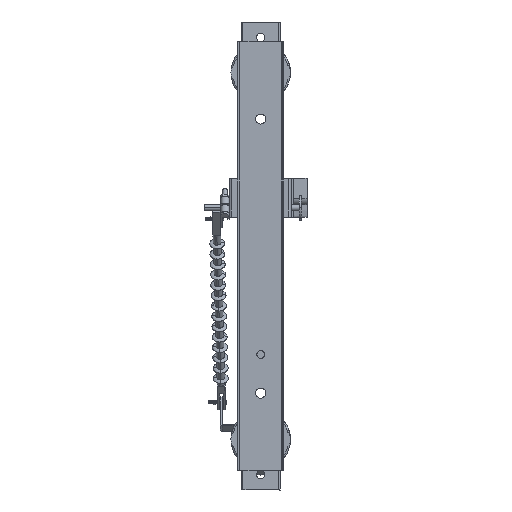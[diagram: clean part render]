
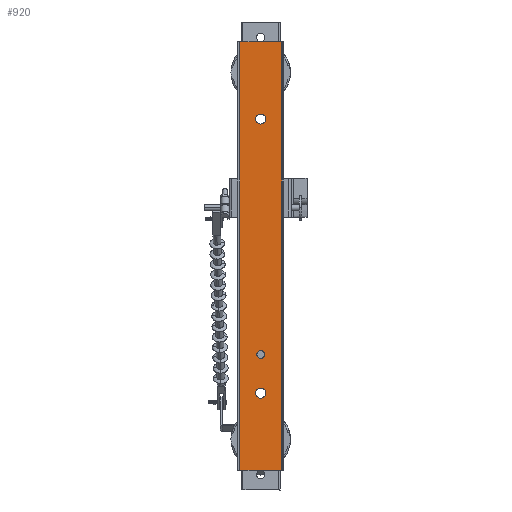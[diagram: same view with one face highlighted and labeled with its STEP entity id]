
A CAD part, front view. The second image highlights one B-rep face of the part: STEP entity #920.
In plain terms, the highlighted face is planar.
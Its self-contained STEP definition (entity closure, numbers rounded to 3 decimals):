
#529=DIRECTION('',(-1.,0.,0.));
#530=VECTOR('',#529,555.);
#531=CARTESIAN_POINT('',(555.,3.,18.));
#532=LINE('',#531,#530);
#537=DIRECTION('',(0.,-1.,0.));
#538=VECTOR('',#537,54.);
#539=CARTESIAN_POINT('',(0.,57.,18.));
#540=LINE('',#539,#538);
#541=DIRECTION('',(0.,1.,0.));
#542=VECTOR('',#541,54.);
#543=CARTESIAN_POINT('',(555.,3.,18.));
#544=LINE('',#543,#542);
#545=CARTESIAN_POINT('',(455.,30.,18.));
#546=DIRECTION('',(0.,0.,-1.));
#547=DIRECTION('',(1.,0.,0.));
#548=AXIS2_PLACEMENT_3D('',#545,#546,#547);
#550=CARTESIAN_POINT('',(455.,30.,18.));
#551=DIRECTION('',(0.,0.,-1.));
#552=DIRECTION('',(-1.,0.,0.));
#553=AXIS2_PLACEMENT_3D('',#550,#551,#552);
#555=CARTESIAN_POINT('',(100.,30.,18.));
#556=DIRECTION('',(0.,0.,-1.));
#557=DIRECTION('',(1.,0.,0.));
#558=AXIS2_PLACEMENT_3D('',#555,#556,#557);
#560=CARTESIAN_POINT('',(100.,30.,18.));
#561=DIRECTION('',(0.,0.,-1.));
#562=DIRECTION('',(-1.,0.,0.));
#563=AXIS2_PLACEMENT_3D('',#560,#561,#562);
#565=CARTESIAN_POINT('',(150.,30.,18.));
#566=DIRECTION('',(0.,0.,-1.));
#567=DIRECTION('',(1.,0.,0.));
#568=AXIS2_PLACEMENT_3D('',#565,#566,#567);
#570=CARTESIAN_POINT('',(150.,30.,18.));
#571=DIRECTION('',(0.,0.,-1.));
#572=DIRECTION('',(-1.,0.,0.));
#573=AXIS2_PLACEMENT_3D('',#570,#571,#572);
#579=DIRECTION('',(1.,0.,0.));
#580=VECTOR('',#579,555.);
#581=CARTESIAN_POINT('',(0.,57.,18.));
#582=LINE('',#581,#580);
#725=CARTESIAN_POINT('',(0.,3.,18.));
#726=VERTEX_POINT('',#725);
#727=CARTESIAN_POINT('',(0.,57.,18.));
#728=VERTEX_POINT('',#727);
#745=CARTESIAN_POINT('',(555.,3.,18.));
#746=VERTEX_POINT('',#745);
#747=CARTESIAN_POINT('',(555.,57.,18.));
#748=VERTEX_POINT('',#747);
#749=CARTESIAN_POINT('',(461.5,30.,18.));
#750=CARTESIAN_POINT('',(448.5,30.,18.));
#751=VERTEX_POINT('',#749);
#752=VERTEX_POINT('',#750);
#753=CARTESIAN_POINT('',(106.5,30.,18.));
#754=CARTESIAN_POINT('',(93.5,30.,18.));
#755=VERTEX_POINT('',#753);
#756=VERTEX_POINT('',#754);
#757=CARTESIAN_POINT('',(155.,30.,18.));
#758=CARTESIAN_POINT('',(145.,30.,18.));
#759=VERTEX_POINT('',#757);
#760=VERTEX_POINT('',#758);
#889=CARTESIAN_POINT('',(555.,58.,18.));
#890=DIRECTION('',(0.,0.,1.));
#891=DIRECTION('',(1.,0.,0.));
#892=AXIS2_PLACEMENT_3D('',#889,#890,#891);
#893=PLANE('',#892);
#895=ORIENTED_EDGE('',*,*,#894,.F.);
#896=ORIENTED_EDGE('',*,*,#817,.T.);
#897=ORIENTED_EDGE('',*,*,#873,.F.);
#899=ORIENTED_EDGE('',*,*,#898,.T.);
#900=EDGE_LOOP('',(#895,#896,#897,#899));
#901=FACE_OUTER_BOUND('',#900,.F.);
#903=ORIENTED_EDGE('',*,*,#902,.T.);
#905=ORIENTED_EDGE('',*,*,#904,.T.);
#906=EDGE_LOOP('',(#903,#905));
#907=FACE_BOUND('',#906,.F.);
#909=ORIENTED_EDGE('',*,*,#908,.T.);
#911=ORIENTED_EDGE('',*,*,#910,.T.);
#912=EDGE_LOOP('',(#909,#911));
#913=FACE_BOUND('',#912,.F.);
#915=ORIENTED_EDGE('',*,*,#914,.T.);
#917=ORIENTED_EDGE('',*,*,#916,.T.);
#918=EDGE_LOOP('',(#915,#917));
#919=FACE_BOUND('',#918,.F.);
#549=CIRCLE('',#548,6.5);
#554=CIRCLE('',#553,6.5);
#559=CIRCLE('',#558,6.5);
#564=CIRCLE('',#563,6.5);
#569=CIRCLE('',#568,5.);
#574=CIRCLE('',#573,5.);
#817=EDGE_CURVE('',#728,#726,#540,.T.);
#873=EDGE_CURVE('',#746,#726,#532,.T.);
#894=EDGE_CURVE('',#728,#748,#582,.T.);
#898=EDGE_CURVE('',#746,#748,#544,.T.);
#902=EDGE_CURVE('',#751,#752,#549,.T.);
#904=EDGE_CURVE('',#752,#751,#554,.T.);
#908=EDGE_CURVE('',#755,#756,#559,.T.);
#910=EDGE_CURVE('',#756,#755,#564,.T.);
#914=EDGE_CURVE('',#759,#760,#569,.T.);
#916=EDGE_CURVE('',#760,#759,#574,.T.);
#920=ADVANCED_FACE('',(#901,#907,#913,#919),#893,.F.);
